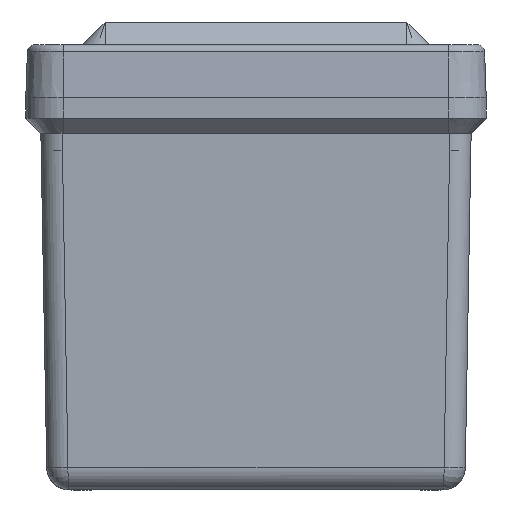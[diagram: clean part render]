
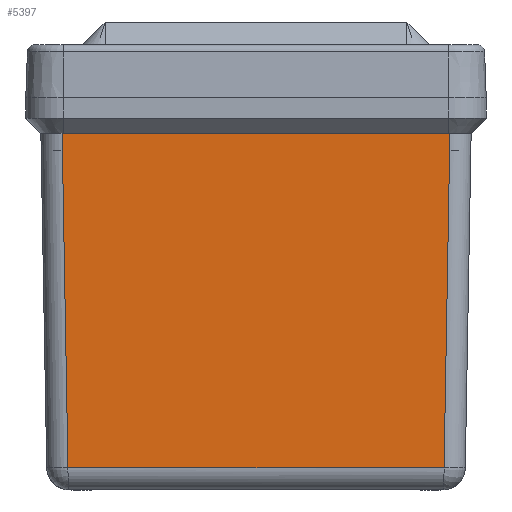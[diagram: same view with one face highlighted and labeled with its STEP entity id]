
A CAD part, front view. The second image highlights one B-rep face of the part: STEP entity #5397.
In plain terms, the highlighted face is planar.
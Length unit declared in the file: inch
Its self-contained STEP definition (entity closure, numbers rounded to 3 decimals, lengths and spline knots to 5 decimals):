
#273=LINE($,#9126,#709);
#274=LINE($,#9129,#710);
#275=LINE($,#9131,#711);
#276=LINE($,#9133,#712);
#277=LINE($,#9135,#713);
#278=LINE($,#9136,#714);
#709=VECTOR($,#6836,3.11411);
#710=VECTOR($,#6839,2.76912);
#711=VECTOR($,#6840,0.01163);
#712=VECTOR($,#6841,3.1875);
#713=VECTOR($,#6842,0.01163);
#714=VECTOR($,#6843,2.76912);
#1352=FACE_OUTER_BOUND($,#1690,.T.);
#1690=EDGE_LOOP($,(#4014,#4015,#4016,#4017,#4018,#4019));
#2410=VERTEX_POINT($,#8781);
#2412=VERTEX_POINT($,#9007);
#2414=VERTEX_POINT($,#9128);
#2415=VERTEX_POINT($,#9130);
#2416=VERTEX_POINT($,#9132);
#2417=VERTEX_POINT($,#9134);
#3017=EDGE_CURVE($,#2412,#2410,#273,.T.);
#3018=EDGE_CURVE($,#2414,#2412,#274,.T.);
#3019=EDGE_CURVE($,#2414,#2415,#275,.T.);
#3020=EDGE_CURVE($,#2416,#2415,#276,.T.);
#3021=EDGE_CURVE($,#2416,#2417,#277,.T.);
#3022=EDGE_CURVE($,#2410,#2417,#278,.T.);
#4014=ORIENTED_EDGE($,*,*,#3017,.F.);
#4015=ORIENTED_EDGE($,*,*,#3018,.F.);
#4016=ORIENTED_EDGE($,*,*,#3019,.T.);
#4017=ORIENTED_EDGE($,*,*,#3020,.F.);
#4018=ORIENTED_EDGE($,*,*,#3021,.T.);
#4019=ORIENTED_EDGE($,*,*,#3022,.F.);
#5185=PLANE($,#5837);
#5397=ADVANCED_FACE($,(#1352),#5185,.T.);
#5837=AXIS2_PLACEMENT_3D($,#9127,#6837,#6838);
#6836=DIRECTION($,(-1.,0.,0.));
#6837=DIRECTION('center_axis',(0.,-0.017,1.));
#6838=DIRECTION('ref_axis',(-1.,0.,0.));
#6839=DIRECTION($,(-0.017,-1.,-0.017));
#6840=DIRECTION($,(-1.,0.,0.));
#6841=DIRECTION($,(1.,0.,0.));
#6842=DIRECTION($,(-1.,0.,0.));
#6843=DIRECTION($,(-0.017,1.,0.017));
#8781=CARTESIAN_POINT('',(-1.55706,0.18423,5.38918));
#9007=CARTESIAN_POINT('',(1.55706,0.18423,5.38918));
#9126=CARTESIAN_POINT($,(1.55706,0.18423,5.38918));
#9127=CARTESIAN_POINT('Origin',(1.59375,2.9525,5.4375));
#9128=CARTESIAN_POINT('',(1.60538,2.9525,5.4375));
#9129=CARTESIAN_POINT($,(1.60538,2.9525,5.4375));
#9130=CARTESIAN_POINT('',(1.59375,2.9525,5.4375));
#9131=CARTESIAN_POINT($,(1.60538,2.9525,5.4375));
#9132=CARTESIAN_POINT('',(-1.59375,2.9525,5.4375));
#9133=CARTESIAN_POINT($,(-1.59375,2.9525,5.4375));
#9134=CARTESIAN_POINT('',(-1.60538,2.9525,5.4375));
#9135=CARTESIAN_POINT($,(-1.59375,2.9525,5.4375));
#9136=CARTESIAN_POINT($,(-1.55706,0.18423,5.38918));
